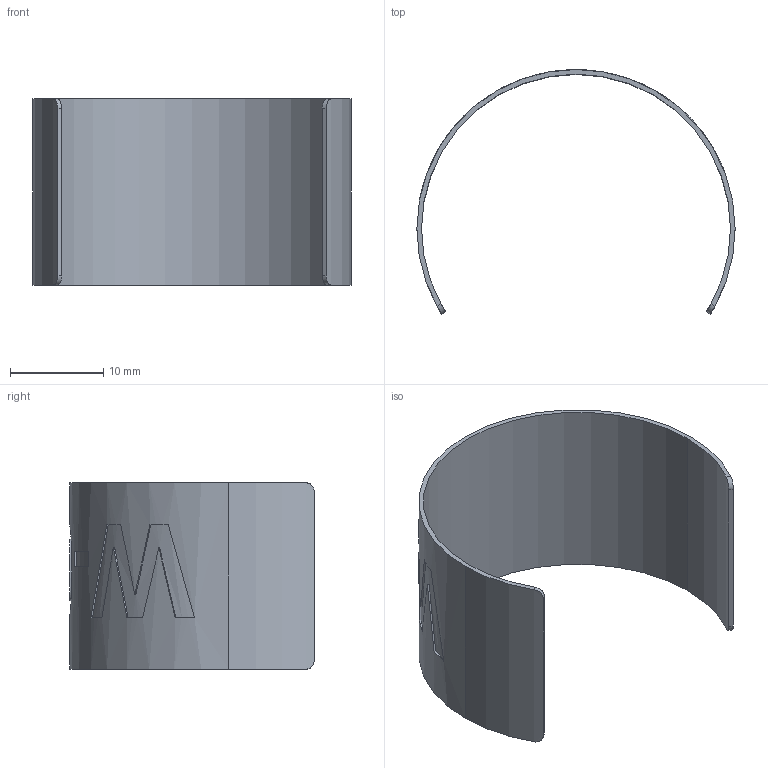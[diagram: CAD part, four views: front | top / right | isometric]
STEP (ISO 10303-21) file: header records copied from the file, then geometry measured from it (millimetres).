
FILE_DESCRIPTION (( 'STEP AP203' ), '1' );
FILE_NAME ('3435-50-025-03_REV_.step', '2025-11-20T00:59:38', ( '' ), ( '' ), 'SwSTEP 2.0', 'SolidWorks 2025', '' );
FILE_SCHEMA (( 'CONFIG_CONTROL_DESIGN' ));
Length unit declared in the file: millimetre
Products named in the file (1): 3435-50-025-03_REV_
Bounding box: 34.2 x 26.29 x 20 mm (x, y, z)
Volume: 683.6 mm3; surface area: 3015.3 mm2
Topology: 1 solids, 1 shells, 73 faces, 195 edges, 130 vertices
Faces by surface type: bspline 34, plane 23, cylinder 16
Entity records: 9311 total; most frequent: CARTESIAN_POINT 7706, ORIENTED_EDGE 390, EDGE_CURVE 195, DIRECTION 195, VERTEX_POINT 130, B_SPLINE_CURVE_WITH_KNOTS 120, AXIS2_PLACEMENT_3D 80, EDGE_LOOP 79
